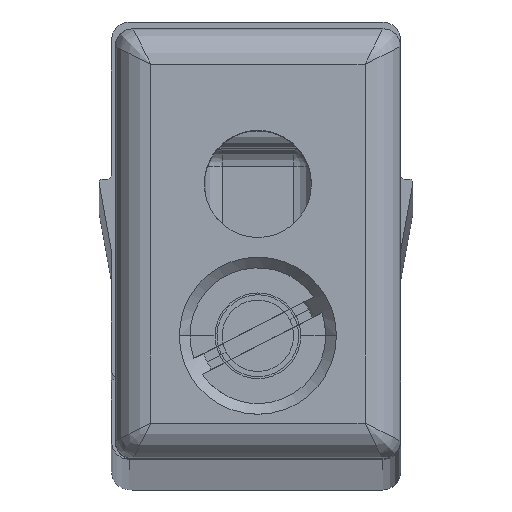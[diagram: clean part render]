
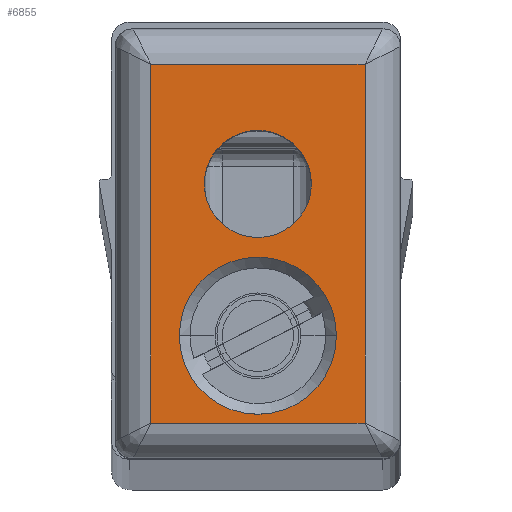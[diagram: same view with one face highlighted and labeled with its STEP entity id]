
A CAD part, top view. The second image highlights one B-rep face of the part: STEP entity #6855.
In plain terms, the highlighted planar face has unit normal (0, 0, 1).
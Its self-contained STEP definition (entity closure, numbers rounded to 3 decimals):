
#37 = DIRECTION ( 'NONE',  ( 1., 0., 0. ) ) ;
#183 = VERTEX_POINT ( 'NONE', #944 ) ;
#420 = CARTESIAN_POINT ( 'NONE',  ( -3., 5.025, 10. ) ) ;
#432 = EDGE_CURVE ( 'NONE', #5761, #3819, #1820, .T. ) ;
#436 = EDGE_LOOP ( 'NONE', ( #5494, #2159 ) ) ;
#592 = CARTESIAN_POINT ( 'NONE',  ( 0., -2.575, 10. ) ) ;
#696 = AXIS2_PLACEMENT_3D ( 'NONE', #1941, #5522, #4353 ) ;
#821 = CARTESIAN_POINT ( 'NONE',  ( 3., 5.025, 10. ) ) ;
#835 = CIRCLE ( 'NONE', #6595, 2.2 ) ;
#899 = VERTEX_POINT ( 'NONE', #2511 ) ;
#944 = CARTESIAN_POINT ( 'NONE',  ( 3., -5.025, 10. ) ) ;
#970 = ORIENTED_EDGE ( 'NONE', *, *, #1065, .T. ) ;
#1065 = EDGE_CURVE ( 'NONE', #3113, #4315, #4256, .T. ) ;
#1155 = CARTESIAN_POINT ( 'NONE',  ( -1.5, 1.675, 10. ) ) ;
#1200 = DIRECTION ( 'NONE',  ( 1., 0., 0. ) ) ;
#1466 = CARTESIAN_POINT ( 'NONE',  ( 0., 1.675, 10. ) ) ;
#1518 = DIRECTION ( 'NONE',  ( 0., 0., 1. ) ) ;
#1629 = FACE_BOUND ( 'NONE', #436, .T. ) ;
#1645 = ORIENTED_EDGE ( 'NONE', *, *, #1741, .F. ) ;
#1741 = EDGE_CURVE ( 'NONE', #2886, #899, #6662, .T. ) ;
#1761 = DIRECTION ( 'NONE',  ( 0., 0., 1. ) ) ;
#1820 = CIRCLE ( 'NONE', #6497, 1.5 ) ;
#1860 = ORIENTED_EDGE ( 'NONE', *, *, #4642, .F. ) ;
#1902 = CARTESIAN_POINT ( 'NONE',  ( 2.2, -2.575, 10. ) ) ;
#1941 = CARTESIAN_POINT ( 'NONE',  ( 0., 0., 10. ) ) ;
#2055 = CARTESIAN_POINT ( 'NONE',  ( -3.5, 5.025, 10. ) ) ;
#2076 = DIRECTION ( 'NONE',  ( 1., 0., 0. ) ) ;
#2083 = ORIENTED_EDGE ( 'NONE', *, *, #5774, .T. ) ;
#2159 = ORIENTED_EDGE ( 'NONE', *, *, #432, .F. ) ;
#2234 = ORIENTED_EDGE ( 'NONE', *, *, #6939, .T. ) ;
#2236 = AXIS2_PLACEMENT_3D ( 'NONE', #1466, #5652, #2076 ) ;
#2357 = VECTOR ( 'NONE', #37, 1000. ) ;
#2431 = LINE ( 'NONE', #3583, #6803 ) ;
#2488 = LINE ( 'NONE', #2644, #7030 ) ;
#2511 = CARTESIAN_POINT ( 'NONE',  ( -2.2, -2.575, 10. ) ) ;
#2644 = CARTESIAN_POINT ( 'NONE',  ( -3., -5.525, 10. ) ) ;
#2785 = VERTEX_POINT ( 'NONE', #4213 ) ;
#2886 = VERTEX_POINT ( 'NONE', #1902 ) ;
#2938 = ORIENTED_EDGE ( 'NONE', *, *, #3912, .T. ) ;
#3113 = VERTEX_POINT ( 'NONE', #821 ) ;
#3151 = PLANE ( 'NONE',  #696 ) ;
#3257 = DIRECTION ( 'NONE',  ( 0., -1., 0. ) ) ;
#3583 = CARTESIAN_POINT ( 'NONE',  ( 3., 5.525, 10. ) ) ;
#3616 = EDGE_CURVE ( 'NONE', #3819, #5761, #5635, .T. ) ;
#3617 = CARTESIAN_POINT ( 'NONE',  ( 3.5, -5.025, 10. ) ) ;
#3819 = VERTEX_POINT ( 'NONE', #7029 ) ;
#3912 = EDGE_CURVE ( 'NONE', #2785, #183, #5551, .T. ) ;
#4213 = CARTESIAN_POINT ( 'NONE',  ( -3., -5.025, 10. ) ) ;
#4256 = LINE ( 'NONE', #2055, #7213 ) ;
#4315 = VERTEX_POINT ( 'NONE', #420 ) ;
#4353 = DIRECTION ( 'NONE',  ( 1., 0., 0. ) ) ;
#4642 = EDGE_CURVE ( 'NONE', #899, #2886, #835, .T. ) ;
#4787 = DIRECTION ( 'NONE',  ( 0., 0., 1. ) ) ;
#5103 = CARTESIAN_POINT ( 'NONE',  ( 0., -2.575, 10. ) ) ;
#5348 = DIRECTION ( 'NONE',  ( 1., 0., 0. ) ) ;
#5432 = AXIS2_PLACEMENT_3D ( 'NONE', #5103, #1518, #5697 ) ;
#5494 = ORIENTED_EDGE ( 'NONE', *, *, #3616, .F. ) ;
#5522 = DIRECTION ( 'NONE',  ( 0., 0., 1. ) ) ;
#5551 = LINE ( 'NONE', #3617, #2357 ) ;
#5635 = CIRCLE ( 'NONE', #2236, 1.5 ) ;
#5652 = DIRECTION ( 'NONE',  ( 0., 0., 1. ) ) ;
#5697 = DIRECTION ( 'NONE',  ( 1., 0., 0. ) ) ;
#5761 = VERTEX_POINT ( 'NONE', #1155 ) ;
#5774 = EDGE_CURVE ( 'NONE', #183, #3113, #2431, .T. ) ;
#5781 = EDGE_LOOP ( 'NONE', ( #1645, #1860 ) ) ;
#5950 = CARTESIAN_POINT ( 'NONE',  ( 0., 1.675, 10. ) ) ;
#6212 = FACE_OUTER_BOUND ( 'NONE', #6495, .T. ) ;
#6223 = DIRECTION ( 'NONE',  ( -1., 0., 0. ) ) ;
#6389 = FACE_BOUND ( 'NONE', #5781, .T. ) ;
#6495 = EDGE_LOOP ( 'NONE', ( #2083, #970, #2234, #2938 ) ) ;
#6497 = AXIS2_PLACEMENT_3D ( 'NONE', #5950, #1761, #5348 ) ;
#6595 = AXIS2_PLACEMENT_3D ( 'NONE', #592, #4787, #1200 ) ;
#6662 = CIRCLE ( 'NONE', #5432, 2.2 ) ;
#6803 = VECTOR ( 'NONE', #7127, 1000. ) ;
#6855 = ADVANCED_FACE ( 'NONE', ( #1629, #6212, #6389 ), #3151, .T. ) ;
#6939 = EDGE_CURVE ( 'NONE', #4315, #2785, #2488, .T. ) ;
#7029 = CARTESIAN_POINT ( 'NONE',  ( 1.5, 1.675, 10. ) ) ;
#7030 = VECTOR ( 'NONE', #3257, 1000. ) ;
#7127 = DIRECTION ( 'NONE',  ( 0., 1., 0. ) ) ;
#7213 = VECTOR ( 'NONE', #6223, 1000. ) ;
